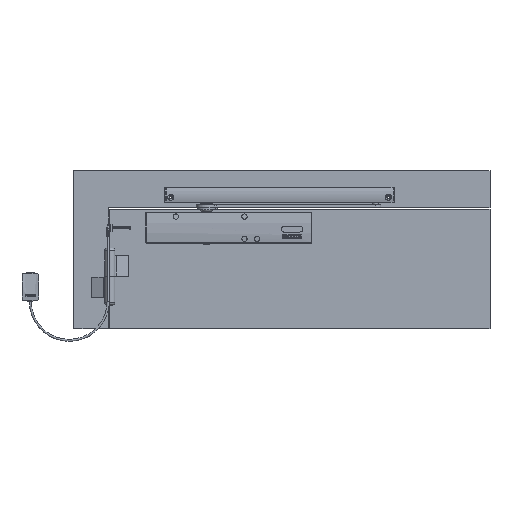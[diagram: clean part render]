
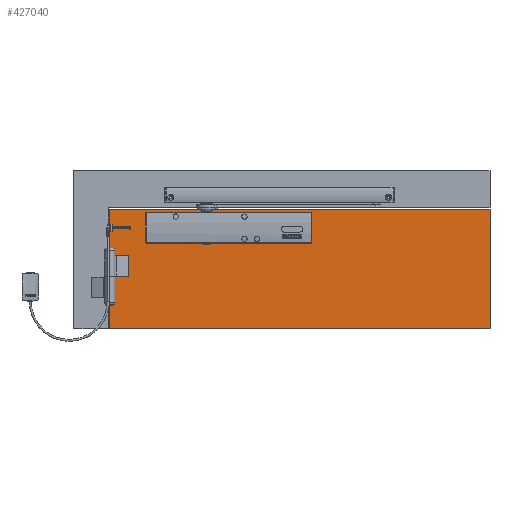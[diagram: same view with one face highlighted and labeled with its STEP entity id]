
A CAD part, top view. The second image highlights one B-rep face of the part: STEP entity #427040.
In plain terms, the highlighted planar face has unit normal (0, 0, 1).
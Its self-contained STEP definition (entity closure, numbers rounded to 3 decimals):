
#425970=CARTESIAN_POINT('',(-20.458,222.598,
-322.5));
#425980=DIRECTION('',(-0.,0.,1.));
#425990=DIRECTION('',(0.,-1.,0.));
#426000=AXIS2_PLACEMENT_3D('',#425970,#425980,#425990);
#426010=PLANE('',#426000);
#426020=CARTESIAN_POINT('',(-20.458,-29.002,
-322.5));
#426030=DIRECTION('',(1.,-0.,0.));
#426040=VECTOR('',#426030,1.);
#426050=LINE('',#426020,#426040);
#426060=CARTESIAN_POINT('',(-138.458,-29.002,
-322.5));
#426070=VERTEX_POINT('',#426060);
#426080=CARTESIAN_POINT('',(186.542,-29.002,
-322.5));
#426090=VERTEX_POINT('',#426080);
#426100=EDGE_CURVE('',#426070,#426090,#426050,.T.);
#426110=ORIENTED_EDGE('',*,*,#426100,.F.);
#426120=CARTESIAN_POINT('',(186.542,42.048,
-322.5));
#426130=DIRECTION('',(0.,1.,0.));
#426140=VECTOR('',#426130,1.);
#426150=LINE('',#426120,#426140);
#426160=CARTESIAN_POINT('',(186.542,30.998,
-322.5));
#426170=VERTEX_POINT('',#426160);
#426180=EDGE_CURVE('',#426090,#426170,#426150,.T.);
#426190=ORIENTED_EDGE('',*,*,#426180,.F.);
#426200=CARTESIAN_POINT('',(-20.458,30.998,
-322.5));
#426210=DIRECTION('',(-1.,0.,0.));
#426220=VECTOR('',#426210,1.);
#426230=LINE('',#426200,#426220);
#426240=CARTESIAN_POINT('',(-138.458,30.998,
-322.5));
#426250=VERTEX_POINT('',#426240);
#426260=EDGE_CURVE('',#426170,#426250,#426230,.T.);
#426270=ORIENTED_EDGE('',*,*,#426260,.F.);
#426280=CARTESIAN_POINT('',(-138.458,42.048,
-322.5));
#426290=DIRECTION('',(0.,-1.,0.));
#426300=VECTOR('',#426290,1.);
#426310=LINE('',#426280,#426300);
#426320=EDGE_CURVE('',#426250,#426070,#426310,.T.);
#426330=ORIENTED_EDGE('',*,*,#426320,.F.);
#426340=EDGE_LOOP('',(#426330,#426270,#426190,#426110));
#426350=FACE_BOUND('',#426340,.T.);
#426360=CARTESIAN_POINT('',(-20.458,-93.65,
-322.5));
#426370=DIRECTION('',(1.,0.,0.));
#426380=VECTOR('',#426370,1.);
#426390=LINE('',#426360,#426380);
#426400=CARTESIAN_POINT('',(-206.458,-93.65,
-322.5));
#426410=VERTEX_POINT('',#426400);
#426420=CARTESIAN_POINT('',(-174.458,-93.65,
-322.5));
#426430=VERTEX_POINT('',#426420);
#426440=EDGE_CURVE('',#426410,#426430,#426390,.T.);
#426450=ORIENTED_EDGE('',*,*,#426440,.F.);
#426460=CARTESIAN_POINT('',(-174.458,44.548,
-322.5));
#426470=DIRECTION('',(0.,1.,0.));
#426480=VECTOR('',#426470,1.);
#426490=LINE('',#426460,#426480);
#426500=CARTESIAN_POINT('',(-174.458,-53.65,
-322.5));
#426510=VERTEX_POINT('',#426500);
#426520=EDGE_CURVE('',#426430,#426510,#426490,.T.);
#426530=ORIENTED_EDGE('',*,*,#426520,.F.);
#426540=CARTESIAN_POINT('',(-20.458,-53.65,
-322.5));
#426550=DIRECTION('',(-1.,0.,0.));
#426560=VECTOR('',#426550,1.);
#426570=LINE('',#426540,#426560);
#426580=CARTESIAN_POINT('',(-206.458,-53.65,
-322.5));
#426590=VERTEX_POINT('',#426580);
#426600=EDGE_CURVE('',#426510,#426590,#426570,.T.);
#426610=ORIENTED_EDGE('',*,*,#426600,.F.);
#426620=CARTESIAN_POINT('',(-206.458,44.548,
-322.5));
#426630=DIRECTION('',(0.,-1.,0.));
#426640=VECTOR('',#426630,1.);
#426650=LINE('',#426620,#426640);
#426660=EDGE_CURVE('',#426590,#426410,#426650,.T.);
#426670=ORIENTED_EDGE('',*,*,#426660,.F.);
#426680=EDGE_LOOP('',(#426670,#426610,#426530,#426450));
#426690=FACE_BOUND('',#426680,.T.);
#426700=CARTESIAN_POINT('',(538.042,44.548,
-322.5));
#426710=DIRECTION('',(0.,1.,0.));
#426720=VECTOR('',#426710,1.);
#426730=LINE('',#426700,#426720);
#426740=CARTESIAN_POINT('',(538.042,-197.402,
-322.5));
#426750=VERTEX_POINT('',#426740);
#426760=CARTESIAN_POINT('',(538.042,37.998,
-322.5));
#426770=VERTEX_POINT('',#426760);
#426780=EDGE_CURVE('',#426750,#426770,#426730,.T.);
#426790=ORIENTED_EDGE('',*,*,#426780,.T.);
#426800=CARTESIAN_POINT('',(-20.458,-197.402,
-322.5));
#426810=DIRECTION('',(-1.,0.,0.));
#426820=VECTOR('',#426810,1.);
#426830=LINE('',#426800,#426820);
#426840=CARTESIAN_POINT('',(-210.458,-197.402,
-322.5));
#426850=VERTEX_POINT('',#426840);
#426860=EDGE_CURVE('',#426750,#426850,#426830,.T.);
#426870=ORIENTED_EDGE('',*,*,#426860,.F.);
#426880=CARTESIAN_POINT('',(-210.458,44.548,
-322.5));
#426890=DIRECTION('',(0.,-1.,0.));
#426900=VECTOR('',#426890,1.);
#426910=LINE('',#426880,#426900);
#426920=CARTESIAN_POINT('',(-210.458,37.998,
-322.5));
#426930=VERTEX_POINT('',#426920);
#426940=EDGE_CURVE('',#426930,#426850,#426910,.T.);
#426950=ORIENTED_EDGE('',*,*,#426940,.T.);
#426960=CARTESIAN_POINT('',(-20.458,37.998,
-322.5));
#426970=DIRECTION('',(-1.,0.,0.));
#426980=VECTOR('',#426970,1.);
#426990=LINE('',#426960,#426980);
#427000=EDGE_CURVE('',#426770,#426930,#426990,.T.);
#427010=ORIENTED_EDGE('',*,*,#427000,.T.);
#427020=EDGE_LOOP('',(#427010,#426950,#426870,#426790));
#427030=FACE_OUTER_BOUND('',#427020,.T.);
#427040=ADVANCED_FACE('',(#426350,#426690,#427030),#426010,.T.);
